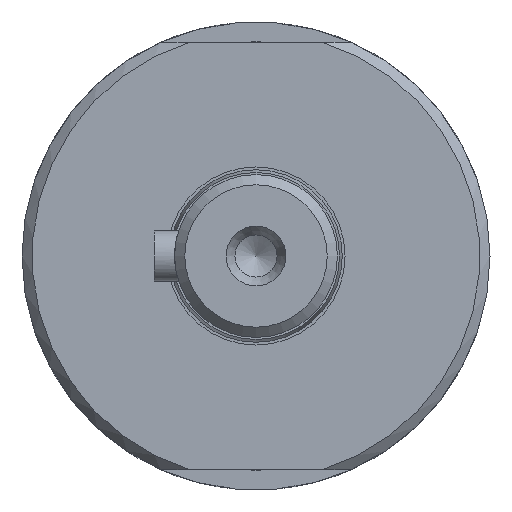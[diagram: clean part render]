
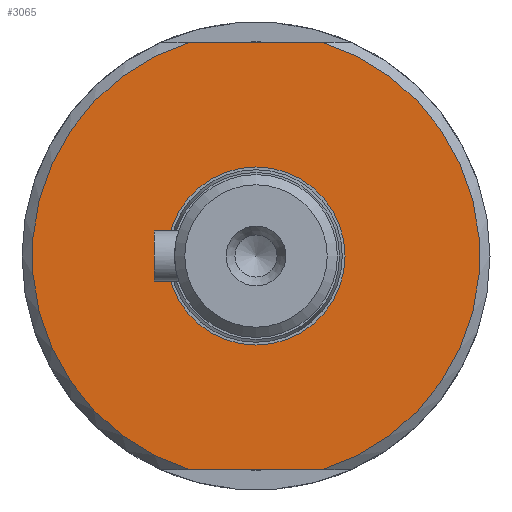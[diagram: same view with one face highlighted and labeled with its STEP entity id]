
A CAD part, left-side view. The second image highlights one B-rep face of the part: STEP entity #3065.
In plain terms, the highlighted planar face has unit normal (-1, 0, 0).
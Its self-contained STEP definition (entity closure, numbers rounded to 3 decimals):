
#248=FACE_BOUND('',#675,.T.);
#349=PLANE('',#3335);
#499=FACE_OUTER_BOUND('',#674,.T.);
#674=EDGE_LOOP('',(#2783,#2784,#2785,#2786));
#675=EDGE_LOOP('',(#2787,#2788));
#790=CIRCLE('',#3329,8.75);
#791=CIRCLE('',#3330,8.75);
#794=CIRCLE('',#3334,22.);
#795=CIRCLE('',#3336,22.);
#836=LINE('',#4286,#1097);
#841=LINE('',#4304,#1102);
#1097=VECTOR('',#3474,10.);
#1102=VECTOR('',#3481,10.);
#1375=VERTEX_POINT('',#4281);
#1376=VERTEX_POINT('',#4285);
#1381=VERTEX_POINT('',#4299);
#1382=VERTEX_POINT('',#4303);
#1593=VERTEX_POINT('',#5105);
#1594=VERTEX_POINT('',#5107);
#1664=EDGE_CURVE('',#1376,#1375,#836,.T.);
#1671=EDGE_CURVE('',#1382,#1381,#841,.T.);
#1998=EDGE_CURVE('',#1594,#1593,#790,.T.);
#1999=EDGE_CURVE('',#1593,#1594,#791,.T.);
#2002=EDGE_CURVE('',#1376,#1381,#794,.T.);
#2003=EDGE_CURVE('',#1382,#1375,#795,.T.);
#2783=ORIENTED_EDGE('',*,*,#1671,.T.);
#2784=ORIENTED_EDGE('',*,*,#2002,.F.);
#2785=ORIENTED_EDGE('',*,*,#1664,.T.);
#2786=ORIENTED_EDGE('',*,*,#2003,.F.);
#2787=ORIENTED_EDGE('',*,*,#1998,.T.);
#2788=ORIENTED_EDGE('',*,*,#1999,.T.);
#3065=ADVANCED_FACE('',(#499,#248),#349,.T.);
#3329=AXIS2_PLACEMENT_3D('',#5108,#4067,#4068);
#3330=AXIS2_PLACEMENT_3D('',#5109,#4069,#4070);
#3334=AXIS2_PLACEMENT_3D('',#5114,#4077,#4078);
#3335=AXIS2_PLACEMENT_3D('',#5115,#4079,#4080);
#3336=AXIS2_PLACEMENT_3D('',#5116,#4081,#4082);
#3474=DIRECTION('',(0.,-1.,0.));
#3481=DIRECTION('',(0.,1.,0.));
#4067=DIRECTION('center_axis',(1.,0.,0.));
#4068=DIRECTION('ref_axis',(0.,-1.,0.));
#4069=DIRECTION('center_axis',(1.,0.,0.));
#4070=DIRECTION('ref_axis',(0.,-1.,0.));
#4077=DIRECTION('center_axis',(1.,0.,0.));
#4078=DIRECTION('ref_axis',(0.,-1.,0.));
#4079=DIRECTION('center_axis',(-1.,0.,0.));
#4080=DIRECTION('ref_axis',(0.,0.,
-1.));
#4081=DIRECTION('center_axis',(1.,0.,0.));
#4082=DIRECTION('ref_axis',(0.,-1.,0.));
#4281=CARTESIAN_POINT('',(-99.5,-6.557,-21.));
#4285=CARTESIAN_POINT('',(-99.5,6.557,-21.));
#4286=CARTESIAN_POINT('',(-99.5,-15.688,-21.));
#4299=CARTESIAN_POINT('',(-99.5,6.557,21.));
#4303=CARTESIAN_POINT('',(-99.5,-6.557,21.));
#4304=CARTESIAN_POINT('',(-99.5,0.91,21.));
#5105=CARTESIAN_POINT('',(-99.5,8.75,0.));
#5107=CARTESIAN_POINT('',(-99.5,-8.75,0.));
#5108=CARTESIAN_POINT('Origin',(-99.5,0.,
0.));
#5109=CARTESIAN_POINT('Origin',(-99.5,0.,
0.));
#5114=CARTESIAN_POINT('Origin',(-99.5,0.,
0.));
#5115=CARTESIAN_POINT('Origin',(-99.5,-15.375,0.));
#5116=CARTESIAN_POINT('Origin',(-99.5,0.,
0.));
